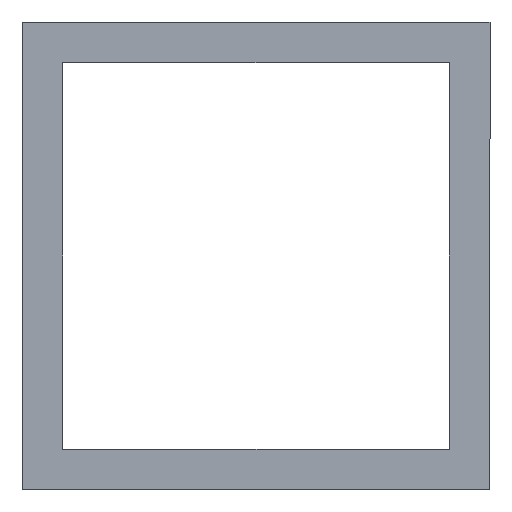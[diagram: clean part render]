
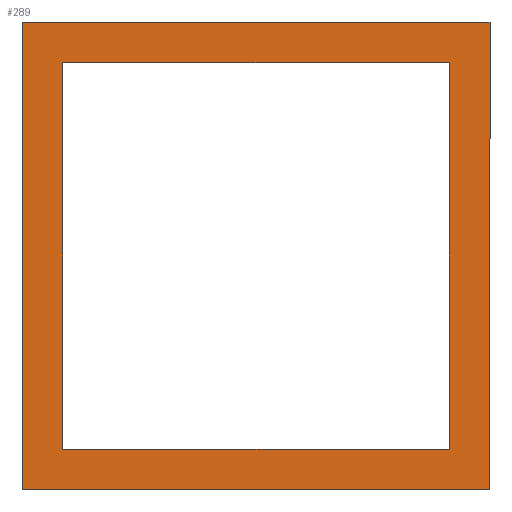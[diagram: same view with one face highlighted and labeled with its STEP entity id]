
A CAD part, front view. The second image highlights one B-rep face of the part: STEP entity #289.
In plain terms, the highlighted planar face has unit normal (0, -1, 0).
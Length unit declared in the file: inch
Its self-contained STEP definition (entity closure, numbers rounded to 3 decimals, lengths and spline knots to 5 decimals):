
#5 = DIRECTION ( 'NONE',  ( 0., 0., -1. ) ) ;
#6 = VECTOR ( 'NONE', #227, 39.37008 ) ;
#10 = ORIENTED_EDGE ( 'NONE', *, *, #111, .T. ) ;
#12 = ORIENTED_EDGE ( 'NONE', *, *, #34, .T. ) ;
#14 = FACE_OUTER_BOUND ( 'NONE', #138, .T. ) ;
#22 = VERTEX_POINT ( 'NONE', #71 ) ;
#28 = DIRECTION ( 'NONE',  ( 1., 0., 0. ) ) ;
#29 = EDGE_CURVE ( 'NONE', #40, #191, #293, .T. ) ;
#34 = EDGE_CURVE ( 'NONE', #215, #22, #269, .T. ) ;
#38 = VERTEX_POINT ( 'NONE', #128 ) ;
#40 = VERTEX_POINT ( 'NONE', #248 ) ;
#42 = VERTEX_POINT ( 'NONE', #126 ) ;
#44 = VERTEX_POINT ( 'NONE', #97 ) ;
#47 = CARTESIAN_POINT ( 'NONE',  ( 0.685, 0., 0.065 ) ) ;
#54 = DIRECTION ( 'NONE',  ( 0., 0., -1. ) ) ;
#55 = VERTEX_POINT ( 'NONE', #102 ) ;
#56 = VECTOR ( 'NONE', #144, 39.37008 ) ;
#58 = LINE ( 'NONE', #254, #137 ) ;
#61 = EDGE_LOOP ( 'NONE', ( #324, #12, #188, #117 ) ) ;
#65 = VECTOR ( 'NONE', #253, 39.37008 ) ;
#67 = DIRECTION ( 'NONE',  ( 1., 0., 0. ) ) ;
#69 = EDGE_CURVE ( 'NONE', #38, #191, #124, .T. ) ;
#71 = CARTESIAN_POINT ( 'NONE',  ( 0.065, 0., 0.065 ) ) ;
#74 = EDGE_CURVE ( 'NONE', #55, #40, #195, .T. ) ;
#76 = LINE ( 'NONE', #249, #162 ) ;
#82 = VECTOR ( 'NONE', #151, 39.37008 ) ;
#94 = ORIENTED_EDGE ( 'NONE', *, *, #74, .F. ) ;
#97 = CARTESIAN_POINT ( 'NONE',  ( 0.685, 0., 0.685 ) ) ;
#102 = CARTESIAN_POINT ( 'NONE',  ( 0., 0., 0. ) ) ;
#107 = PLANE ( 'NONE',  #125 ) ;
#111 = EDGE_CURVE ( 'NONE', #55, #38, #76, .T. ) ;
#117 = ORIENTED_EDGE ( 'NONE', *, *, #315, .T. ) ;
#118 = ORIENTED_EDGE ( 'NONE', *, *, #29, .F. ) ;
#124 = LINE ( 'NONE', #299, #65 ) ;
#125 = AXIS2_PLACEMENT_3D ( 'NONE', #311, #134, #54 ) ;
#126 = CARTESIAN_POINT ( 'NONE',  ( 0.065, 0., 0.685 ) ) ;
#128 = CARTESIAN_POINT ( 'NONE',  ( 0.75, 0., 0. ) ) ;
#129 = FACE_BOUND ( 'NONE', #61, .T. ) ;
#134 = DIRECTION ( 'NONE',  ( 0., -1., 0. ) ) ;
#135 = CARTESIAN_POINT ( 'NONE',  ( 0.065, 0., 0.685 ) ) ;
#137 = VECTOR ( 'NONE', #5, 39.37008 ) ;
#138 = EDGE_LOOP ( 'NONE', ( #10, #139, #118, #94 ) ) ;
#139 = ORIENTED_EDGE ( 'NONE', *, *, #69, .T. ) ;
#144 = DIRECTION ( 'NONE',  ( -1., 0., 0. ) ) ;
#151 = DIRECTION ( 'NONE',  ( 0., 0., 1. ) ) ;
#156 = VECTOR ( 'NONE', #67, 39.37008 ) ;
#162 = VECTOR ( 'NONE', #28, 39.37008 ) ;
#168 = CARTESIAN_POINT ( 'NONE',  ( 0., 0., 0.75 ) ) ;
#188 = ORIENTED_EDGE ( 'NONE', *, *, #240, .T. ) ;
#191 = VERTEX_POINT ( 'NONE', #244 ) ;
#192 = CARTESIAN_POINT ( 'NONE',  ( 0.685, 0., 0.065 ) ) ;
#195 = LINE ( 'NONE', #199, #6 ) ;
#199 = CARTESIAN_POINT ( 'NONE',  ( 0., 0., 0. ) ) ;
#204 = DIRECTION ( 'NONE',  ( 1., 0., 0. ) ) ;
#215 = VERTEX_POINT ( 'NONE', #192 ) ;
#227 = DIRECTION ( 'NONE',  ( 0., 0., 1. ) ) ;
#240 = EDGE_CURVE ( 'NONE', #22, #42, #275, .T. ) ;
#244 = CARTESIAN_POINT ( 'NONE',  ( 0.75, 0., 0.75 ) ) ;
#248 = CARTESIAN_POINT ( 'NONE',  ( 0., 0., 0.75 ) ) ;
#249 = CARTESIAN_POINT ( 'NONE',  ( 0., 0., 0. ) ) ;
#253 = DIRECTION ( 'NONE',  ( 0., 0., 1. ) ) ;
#254 = CARTESIAN_POINT ( 'NONE',  ( 0.685, 0., 0.685 ) ) ;
#269 = LINE ( 'NONE', #47, #56 ) ;
#275 = LINE ( 'NONE', #306, #82 ) ;
#282 = LINE ( 'NONE', #135, #323 ) ;
#289 = ADVANCED_FACE ( 'NONE', ( #129, #14 ), #107, .T. ) ;
#293 = LINE ( 'NONE', #168, #156 ) ;
#299 = CARTESIAN_POINT ( 'NONE',  ( 0.75, 0., 0. ) ) ;
#305 = EDGE_CURVE ( 'NONE', #44, #215, #58, .T. ) ;
#306 = CARTESIAN_POINT ( 'NONE',  ( 0.065, 0., 0.065 ) ) ;
#311 = CARTESIAN_POINT ( 'NONE',  ( 0., 0., 0. ) ) ;
#315 = EDGE_CURVE ( 'NONE', #42, #44, #282, .T. ) ;
#323 = VECTOR ( 'NONE', #204, 39.37008 ) ;
#324 = ORIENTED_EDGE ( 'NONE', *, *, #305, .T. ) ;
